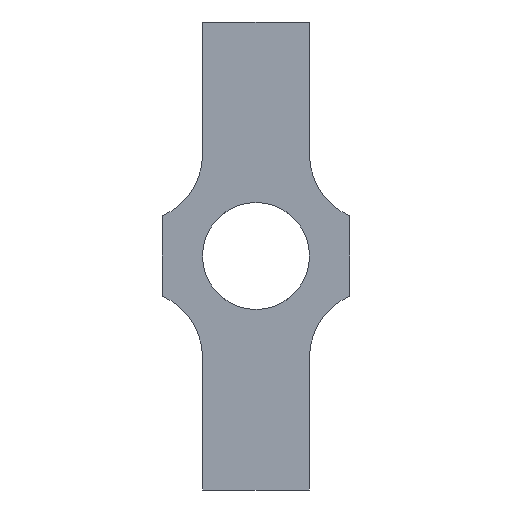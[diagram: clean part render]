
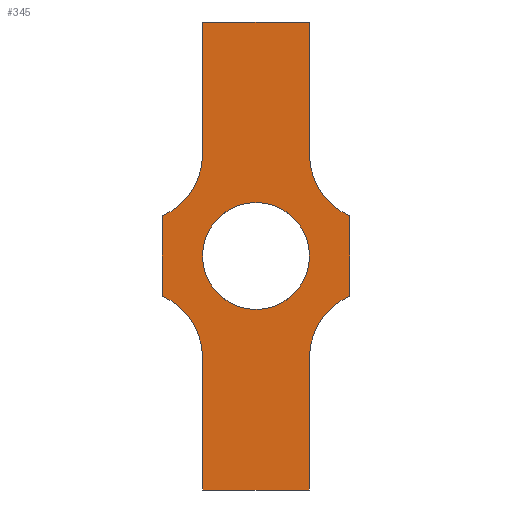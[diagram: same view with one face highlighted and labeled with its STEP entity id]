
A CAD part, left-side view. The second image highlights one B-rep face of the part: STEP entity #345.
In plain terms, the highlighted planar face has unit normal (-1, 0, 0).
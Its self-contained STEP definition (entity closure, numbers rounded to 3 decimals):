
#24=FACE_BOUND('',#83,.T.);
#25=CIRCLE('',#365,5.);
#27=CIRCLE('',#368,5.);
#29=CIRCLE('',#371,5.);
#31=CIRCLE('',#374,5.);
#36=CIRCLE('',#385,4.);
#60=FACE_OUTER_BOUND('',#82,.T.);
#82=EDGE_LOOP('',(#306,#307,#308,#309,#310,#311,#312,#313,#314,#315,#316,
#317));
#83=EDGE_LOOP('',(#318));
#87=LINE('',#489,#118);
#91=LINE('',#498,#122);
#92=LINE('',#502,#123);
#96=LINE('',#511,#127);
#109=LINE('',#631,#140);
#110=LINE('',#633,#141);
#113=LINE('',#641,#144);
#114=LINE('',#643,#145);
#118=VECTOR('',#396,10.);
#122=VECTOR('',#402,10.);
#123=VECTOR('',#405,10.);
#127=VECTOR('',#411,10.);
#140=VECTOR('',#462,10.);
#141=VECTOR('',#465,10.);
#144=VECTOR('',#474,10.);
#145=VECTOR('',#477,10.);
#147=VERTEX_POINT('',#483);
#149=VERTEX_POINT('',#487);
#151=VERTEX_POINT('',#492);
#153=VERTEX_POINT('',#496);
#154=VERTEX_POINT('',#500);
#155=VERTEX_POINT('',#501);
#158=VERTEX_POINT('',#509);
#159=VERTEX_POINT('',#510);
#162=VERTEX_POINT('',#521);
#164=VERTEX_POINT('',#527);
#175=VERTEX_POINT('',#629);
#176=VERTEX_POINT('',#635);
#177=VERTEX_POINT('',#639);
#181=EDGE_CURVE('',#147,#149,#87,.T.);
#185=EDGE_CURVE('',#151,#153,#91,.T.);
#186=EDGE_CURVE('',#154,#155,#92,.T.);
#190=EDGE_CURVE('',#158,#159,#96,.T.);
#194=EDGE_CURVE('',#159,#147,#25,.T.);
#196=EDGE_CURVE('',#162,#155,#27,.T.);
#199=EDGE_CURVE('',#164,#158,#29,.T.);
#202=EDGE_CURVE('',#154,#151,#31,.T.);
#218=EDGE_CURVE('',#153,#175,#109,.T.);
#219=EDGE_CURVE('',#175,#164,#110,.T.);
#221=EDGE_CURVE('',#176,#176,#36,.T.);
#223=EDGE_CURVE('',#149,#177,#113,.T.);
#224=EDGE_CURVE('',#177,#162,#114,.T.);
#306=ORIENTED_EDGE('',*,*,#194,.T.);
#307=ORIENTED_EDGE('',*,*,#181,.T.);
#308=ORIENTED_EDGE('',*,*,#223,.T.);
#309=ORIENTED_EDGE('',*,*,#224,.T.);
#310=ORIENTED_EDGE('',*,*,#196,.T.);
#311=ORIENTED_EDGE('',*,*,#186,.F.);
#312=ORIENTED_EDGE('',*,*,#202,.T.);
#313=ORIENTED_EDGE('',*,*,#185,.T.);
#314=ORIENTED_EDGE('',*,*,#218,.T.);
#315=ORIENTED_EDGE('',*,*,#219,.T.);
#316=ORIENTED_EDGE('',*,*,#199,.T.);
#317=ORIENTED_EDGE('',*,*,#190,.T.);
#318=ORIENTED_EDGE('',*,*,#221,.F.);
#328=PLANE('',#388);
#345=ADVANCED_FACE('',(#60,#24),#328,.F.);
#365=AXIS2_PLACEMENT_3D('',#518,#417,#418);
#368=AXIS2_PLACEMENT_3D('',#522,#423,#424);
#371=AXIS2_PLACEMENT_3D('',#528,#430,#431);
#374=AXIS2_PLACEMENT_3D('',#533,#437,#438);
#385=AXIS2_PLACEMENT_3D('',#637,#469,#470);
#388=AXIS2_PLACEMENT_3D('',#644,#478,#479);
#396=DIRECTION('',(0.,0.,-1.));
#402=DIRECTION('',(0.,0.,1.));
#405=DIRECTION('',(0.,0.,-1.));
#411=DIRECTION('',(0.,0.,-1.));
#417=DIRECTION('center_axis',(1.,0.,0.));
#418=DIRECTION('ref_axis',(0.,-1.,0.));
#423=DIRECTION('center_axis',(1.,0.,0.));
#424=DIRECTION('ref_axis',(0.,0.4,0.917));
#430=DIRECTION('center_axis',(1.,0.,0.));
#431=DIRECTION('ref_axis',(0.,-0.4,-0.917));
#437=DIRECTION('center_axis',(1.,0.,0.));
#438=DIRECTION('ref_axis',(0.,1.,0.));
#462=DIRECTION('',(0.,1.,0.));
#465=DIRECTION('',(0.,0.,-1.));
#469=DIRECTION('center_axis',(-1.,0.,0.));
#470=DIRECTION('ref_axis',(0.,1.,0.));
#474=DIRECTION('',(0.,-1.,0.));
#477=DIRECTION('',(0.,0.,1.));
#478=DIRECTION('center_axis',(1.,0.,0.));
#479=DIRECTION('ref_axis',(0.,1.,0.));
#483=CARTESIAN_POINT('',(7.,4.,-7.583));
#487=CARTESIAN_POINT('',(7.,4.,-17.5));
#489=CARTESIAN_POINT('',(7.,4.,17.5));
#492=CARTESIAN_POINT('',(7.,-4.,7.583));
#496=CARTESIAN_POINT('',(7.,-4.,17.5));
#498=CARTESIAN_POINT('',(7.,-4.,-17.5));
#500=CARTESIAN_POINT('',(7.,-7.,3.));
#501=CARTESIAN_POINT('',(7.,-7.,-3.));
#502=CARTESIAN_POINT('',(7.,-7.,3.));
#509=CARTESIAN_POINT('',(7.,7.,3.));
#510=CARTESIAN_POINT('',(7.,7.,-3.));
#511=CARTESIAN_POINT('',(7.,7.,3.));
#518=CARTESIAN_POINT('Origin',(7.,9.,-7.583));
#521=CARTESIAN_POINT('',(7.,-4.,-7.583));
#522=CARTESIAN_POINT('Origin',(7.,-9.,-7.583));
#527=CARTESIAN_POINT('',(7.,4.,7.583));
#528=CARTESIAN_POINT('Origin',(7.,9.,7.583));
#533=CARTESIAN_POINT('Origin',(7.,-9.,7.583));
#629=CARTESIAN_POINT('',(7.,4.,17.5));
#631=CARTESIAN_POINT('',(7.,-4.,17.5));
#633=CARTESIAN_POINT('',(7.,4.,17.5));
#635=CARTESIAN_POINT('',(7.,-4.,0.));
#637=CARTESIAN_POINT('Origin',(7.,0.,0.));
#639=CARTESIAN_POINT('',(7.,-4.,-17.5));
#641=CARTESIAN_POINT('',(7.,4.,-17.5));
#643=CARTESIAN_POINT('',(7.,-4.,-17.5));
#644=CARTESIAN_POINT('Origin',(7.,0.,0.));
